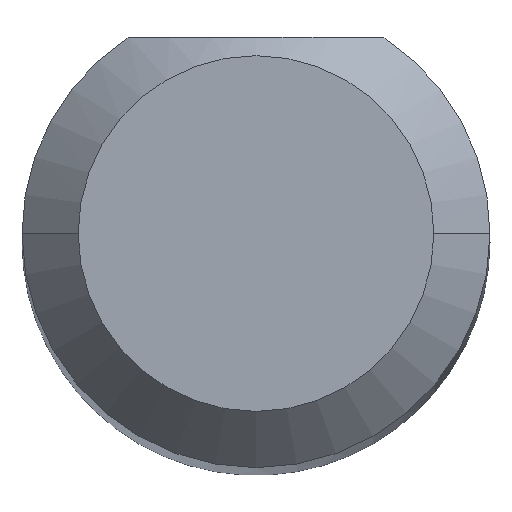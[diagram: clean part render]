
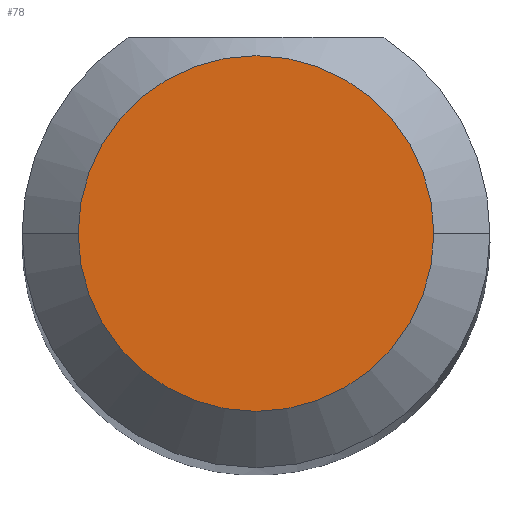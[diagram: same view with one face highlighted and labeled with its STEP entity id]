
A CAD part, top view. The second image highlights one B-rep face of the part: STEP entity #78.
In plain terms, the highlighted planar face has unit normal (0, 0, 1).
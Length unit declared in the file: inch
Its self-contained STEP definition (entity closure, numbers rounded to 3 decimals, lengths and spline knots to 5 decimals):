
#40 = CARTESIAN_POINT ( 'NONE',  ( 0.0475, 0., 1.5 ) ) ;
#54 = EDGE_CURVE ( 'NONE', #501, #244, #162, .T. ) ;
#71 = CARTESIAN_POINT ( 'NONE',  ( 0., 0., 1.5 ) ) ;
#74 = DIRECTION ( 'NONE',  ( 0., 0., 1. ) ) ;
#78 = ADVANCED_FACE ( 'NONE', ( #200 ), #555, .T. ) ;
#129 = EDGE_CURVE ( 'NONE', #244, #501, #452, .T. ) ;
#162 = CIRCLE ( 'NONE', #215, 0.0475 ) ;
#169 = DIRECTION ( 'NONE',  ( 0., 0., 1. ) ) ;
#200 = FACE_OUTER_BOUND ( 'NONE', #373, .T. ) ;
#215 = AXIS2_PLACEMENT_3D ( 'NONE', #566, #169, #389 ) ;
#244 = VERTEX_POINT ( 'NONE', #549 ) ;
#247 = DIRECTION ( 'NONE',  ( 1., 0., 0. ) ) ;
#252 = DIRECTION ( 'NONE',  ( 1., 0., 0. ) ) ;
#261 = AXIS2_PLACEMENT_3D ( 'NONE', #71, #74, #252 ) ;
#292 = DIRECTION ( 'NONE',  ( 0., 0., 1. ) ) ;
#369 = ORIENTED_EDGE ( 'NONE', *, *, #54, .T. ) ;
#373 = EDGE_LOOP ( 'NONE', ( #509, #369 ) ) ;
#389 = DIRECTION ( 'NONE',  ( 1., 0., 0. ) ) ;
#452 = CIRCLE ( 'NONE', #261, 0.0475 ) ;
#492 = AXIS2_PLACEMENT_3D ( 'NONE', #517, #292, #247 ) ;
#501 = VERTEX_POINT ( 'NONE', #40 ) ;
#509 = ORIENTED_EDGE ( 'NONE', *, *, #129, .T. ) ;
#517 = CARTESIAN_POINT ( 'NONE',  ( 0., 0., 1.5 ) ) ;
#549 = CARTESIAN_POINT ( 'NONE',  ( -0.0475, 0., 1.5 ) ) ;
#555 = PLANE ( 'NONE',  #492 ) ;
#566 = CARTESIAN_POINT ( 'NONE',  ( 0., 0., 1.5 ) ) ;
